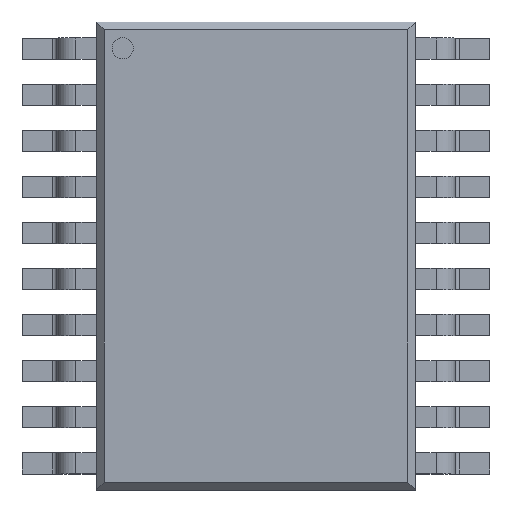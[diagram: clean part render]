
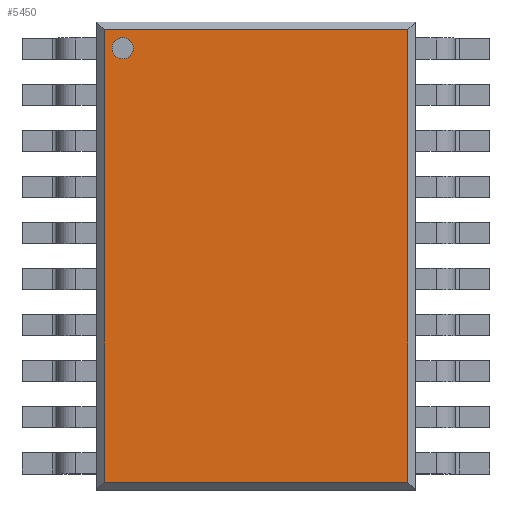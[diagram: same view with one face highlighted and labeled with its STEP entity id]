
A CAD part, top view. The second image highlights one B-rep face of the part: STEP entity #5450.
In plain terms, the highlighted planar face has unit normal (0, 0, 1).
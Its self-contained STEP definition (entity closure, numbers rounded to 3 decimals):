
#24=FACE_BOUND('',#829,.T.);
#196=CIRCLE('',#5878,0.15);
#546=FACE_OUTER_BOUND('',#828,.T.);
#828=EDGE_LOOP('',(#4671,#4672,#4673,#4674));
#829=EDGE_LOOP('',(#4675));
#1404=LINE('',#8812,#1985);
#1409=LINE('',#8822,#1990);
#1411=LINE('',#8826,#1992);
#1414=LINE('',#8831,#1995);
#1985=VECTOR('',#7303,1.);
#1990=VECTOR('',#7310,1.);
#1992=VECTOR('',#7314,1.);
#1995=VECTOR('',#7319,1.);
#2486=VERTEX_POINT('',#8805);
#2487=VERTEX_POINT('',#8810);
#2488=VERTEX_POINT('',#8811);
#2492=VERTEX_POINT('',#8821);
#2493=VERTEX_POINT('',#8825);
#3221=EDGE_CURVE('',#2486,#2486,#196,.T.);
#3222=EDGE_CURVE('',#2487,#2488,#1404,.T.);
#3227=EDGE_CURVE('',#2488,#2492,#1409,.T.);
#3229=EDGE_CURVE('',#2493,#2487,#1411,.T.);
#3232=EDGE_CURVE('',#2492,#2493,#1414,.T.);
#4671=ORIENTED_EDGE('',*,*,#3222,.F.);
#4672=ORIENTED_EDGE('',*,*,#3229,.F.);
#4673=ORIENTED_EDGE('',*,*,#3232,.F.);
#4674=ORIENTED_EDGE('',*,*,#3227,.F.);
#4675=ORIENTED_EDGE('',*,*,#3221,.T.);
#4915=PLANE('',#5886);
#5450=ADVANCED_FACE('',(#546,#24),#4915,.T.);
#5878=AXIS2_PLACEMENT_3D('',#8807,#7297,#7298);
#5886=AXIS2_PLACEMENT_3D('',#8843,#7330,#7331);
#7297=DIRECTION('center_axis',(0.,0.,-1.));
#7298=DIRECTION('ref_axis',(1.,0.,0.));
#7303=DIRECTION('',(0.,-1.,0.));
#7310=DIRECTION('',(-1.,0.,0.));
#7314=DIRECTION('',(1.,0.,0.));
#7319=DIRECTION('',(0.,1.,0.));
#7330=DIRECTION('center_axis',(0.,0.,1.));
#7331=DIRECTION('ref_axis',(1.,0.,0.));
#8805=CARTESIAN_POINT('',(-2.03,2.93,1.1));
#8807=CARTESIAN_POINT('Origin',(-1.88,2.93,1.1));
#8810=CARTESIAN_POINT('',(2.14,3.19,1.1));
#8811=CARTESIAN_POINT('',(2.14,-3.19,1.1));
#8812=CARTESIAN_POINT('',(2.14,0.,1.1));
#8821=CARTESIAN_POINT('',(-2.14,-3.19,1.1));
#8822=CARTESIAN_POINT('',(0.,-3.19,1.1));
#8825=CARTESIAN_POINT('',(-2.14,3.19,1.1));
#8826=CARTESIAN_POINT('',(0.,3.19,1.1));
#8831=CARTESIAN_POINT('',(-2.14,0.,1.1));
#8843=CARTESIAN_POINT('Origin',(0.,0.,1.1));
